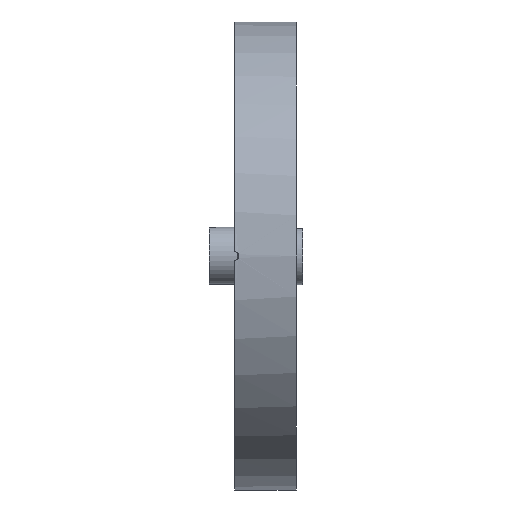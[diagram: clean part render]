
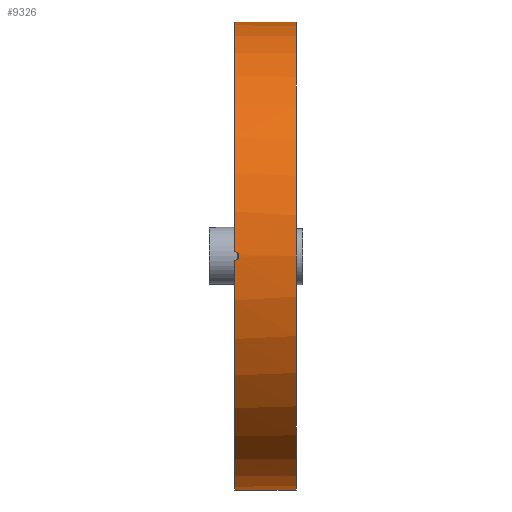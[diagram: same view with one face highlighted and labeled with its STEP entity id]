
A CAD part, left-side view. The second image highlights one B-rep face of the part: STEP entity #9326.
In plain terms, the highlighted cylindrical face has radius 57.15 mm (diameter 114.3 mm), a partial arc.
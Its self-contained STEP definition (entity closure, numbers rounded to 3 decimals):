
#18 = LINE ( 'NONE', #14003, #5779 ) ;
#333 = CIRCLE ( 'NONE', #10885, 57.15 ) ;
#364 = CARTESIAN_POINT ( 'NONE',  ( -57.148, -0.874, -0.503 ) ) ;
#942 = ORIENTED_EDGE ( 'NONE', *, *, #10572, .T. ) ;
#1454 = CARTESIAN_POINT ( 'NONE',  ( -57.143, -0.521, -0.893 ) ) ;
#1693 = EDGE_CURVE ( 'NONE', #5225, #5429, #333, .T. ) ;
#1753 = CARTESIAN_POINT ( 'NONE',  ( 0., -15., -57.15 ) ) ;
#1849 = DIRECTION ( 'NONE',  ( 0., 1., 0. ) ) ;
#2004 = AXIS2_PLACEMENT_3D ( 'NONE', #6019, #5965, #3462 ) ;
#2695 = CARTESIAN_POINT ( 'NONE',  ( -57.141, 0., -1. ) ) ;
#3396 = CARTESIAN_POINT ( 'NONE',  ( -57.141, 0., 1. ) ) ;
#3462 = DIRECTION ( 'NONE',  ( 0., 0., 1. ) ) ;
#3781 = CARTESIAN_POINT ( 'NONE',  ( 0., 0., 0. ) ) ;
#3818 = CARTESIAN_POINT ( 'NONE',  ( -57.148, -0.874, 0.503 ) ) ;
#3885 = CARTESIAN_POINT ( 'NONE',  ( 0., -15., 57.15 ) ) ;
#3990 = DIRECTION ( 'NONE',  ( 0., 0., 1. ) ) ;
#4105 = DIRECTION ( 'NONE',  ( 0., 0., 1. ) ) ;
#4192 = ORIENTED_EDGE ( 'NONE', *, *, #5028, .F. ) ;
#5028 = EDGE_CURVE ( 'NONE', #10241, #13315, #5332, .T. ) ;
#5101 = CARTESIAN_POINT ( 'NONE',  ( -57.142, -0.262, 0.974 ) ) ;
#5225 = VERTEX_POINT ( 'NONE', #3396 ) ;
#5332 = CIRCLE ( 'NONE', #5801, 57.15 ) ;
#5429 = VERTEX_POINT ( 'NONE', #15675 ) ;
#5646 = CYLINDRICAL_SURFACE ( 'NONE', #2004, 57.15 ) ;
#5779 = VECTOR ( 'NONE', #1849, 1000. ) ;
#5801 = AXIS2_PLACEMENT_3D ( 'NONE', #3781, #11224, #15081 ) ;
#5965 = DIRECTION ( 'NONE',  ( 0., 1., 0. ) ) ;
#6019 = CARTESIAN_POINT ( 'NONE',  ( 0., -15., 0. ) ) ;
#6200 = FACE_OUTER_BOUND ( 'NONE', #12546, .T. ) ;
#6380 = CARTESIAN_POINT ( 'NONE',  ( 0., 0., 0. ) ) ;
#6400 = LINE ( 'NONE', #1753, #8918 ) ;
#6488 = CARTESIAN_POINT ( 'NONE',  ( -57.143, -0.504, 0.874 ) ) ;
#6560 = CARTESIAN_POINT ( 'NONE',  ( 0., -15., 0. ) ) ;
#6648 = EDGE_CURVE ( 'NONE', #5225, #13315, #6696, .T. ) ;
#6696 = B_SPLINE_CURVE_WITH_KNOTS ( 'NONE', 3,
 ( #10197, #11209, #5101, #6488, #15188, #10085, #3818, #13773, #8811, #10142, #13714, #364, #11383, #1454, #8980, #9970 ),
 .UNSPECIFIED., .F., .F.,
 ( 4, 2, 2, 2, 2, 2, 2, 4 ),
 ( 0., 0., 0.001, 0.001, 0.002, 0.002, 0.002, 0.003 ),
 .UNSPECIFIED. ) ;
#6985 = CIRCLE ( 'NONE', #7134, 57.15 ) ;
#7134 = AXIS2_PLACEMENT_3D ( 'NONE', #6560, #8998, #4105 ) ;
#7768 = EDGE_CURVE ( 'NONE', #13766, #10241, #6400, .T. ) ;
#8181 = ORIENTED_EDGE ( 'NONE', *, *, #11765, .T. ) ;
#8811 = CARTESIAN_POINT ( 'NONE',  ( -57.15, -1., 0.131 ) ) ;
#8918 = VECTOR ( 'NONE', #10402, 1000. ) ;
#8980 = CARTESIAN_POINT ( 'NONE',  ( -57.141, -0.264, -1. ) ) ;
#8998 = DIRECTION ( 'NONE',  ( 0., 1., 0. ) ) ;
#9326 = ADVANCED_FACE ( 'NONE', ( #6200 ), #5646, .T. ) ;
#9970 = CARTESIAN_POINT ( 'NONE',  ( -57.141, 0., -1. ) ) ;
#10085 = CARTESIAN_POINT ( 'NONE',  ( -57.147, -0.799, 0.615 ) ) ;
#10142 = CARTESIAN_POINT ( 'NONE',  ( -57.15, -1., -0.13 ) ) ;
#10152 = DIRECTION ( 'NONE',  ( 0., 1., 0. ) ) ;
#10197 = CARTESIAN_POINT ( 'NONE',  ( -57.141, 0., 1. ) ) ;
#10241 = VERTEX_POINT ( 'NONE', #14202 ) ;
#10402 = DIRECTION ( 'NONE',  ( 0., 1., 0. ) ) ;
#10572 = EDGE_CURVE ( 'NONE', #13766, #14788, #6985, .T. ) ;
#10885 = AXIS2_PLACEMENT_3D ( 'NONE', #6380, #10152, #3990 ) ;
#11209 = CARTESIAN_POINT ( 'NONE',  ( -57.141, -0.132, 1. ) ) ;
#11224 = DIRECTION ( 'NONE',  ( 0., 1., 0. ) ) ;
#11383 = CARTESIAN_POINT ( 'NONE',  ( -57.147, -0.801, -0.613 ) ) ;
#11754 = ORIENTED_EDGE ( 'NONE', *, *, #1693, .F. ) ;
#11765 = EDGE_CURVE ( 'NONE', #14788, #5429, #18, .T. ) ;
#12546 = EDGE_LOOP ( 'NONE', ( #14388, #942, #8181, #11754, #15758, #4192 ) ) ;
#13290 = CARTESIAN_POINT ( 'NONE',  ( 0., -15., -57.15 ) ) ;
#13315 = VERTEX_POINT ( 'NONE', #2695 ) ;
#13714 = CARTESIAN_POINT ( 'NONE',  ( -57.15, -0.974, -0.261 ) ) ;
#13766 = VERTEX_POINT ( 'NONE', #13290 ) ;
#13773 = CARTESIAN_POINT ( 'NONE',  ( -57.15, -0.974, 0.263 ) ) ;
#14003 = CARTESIAN_POINT ( 'NONE',  ( 0., -15., 57.15 ) ) ;
#14202 = CARTESIAN_POINT ( 'NONE',  ( 0., 0., -57.15 ) ) ;
#14388 = ORIENTED_EDGE ( 'NONE', *, *, #7768, .F. ) ;
#14788 = VERTEX_POINT ( 'NONE', #3885 ) ;
#15081 = DIRECTION ( 'NONE',  ( 0., 0., 1. ) ) ;
#15188 = CARTESIAN_POINT ( 'NONE',  ( -57.144, -0.615, 0.799 ) ) ;
#15675 = CARTESIAN_POINT ( 'NONE',  ( 0., 0., 57.15 ) ) ;
#15758 = ORIENTED_EDGE ( 'NONE', *, *, #6648, .T. ) ;
